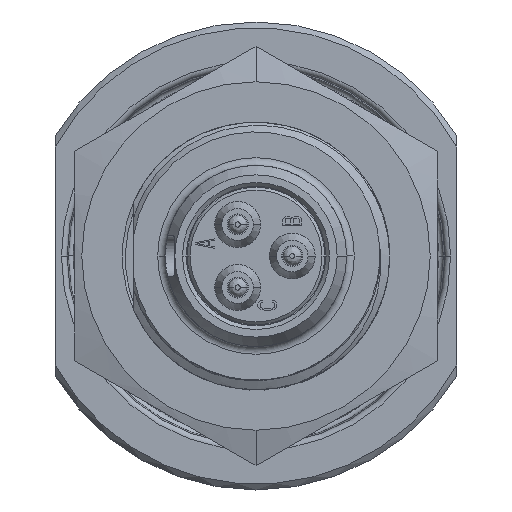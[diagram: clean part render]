
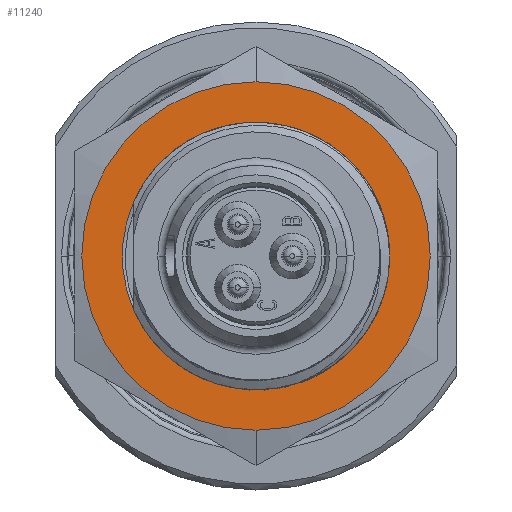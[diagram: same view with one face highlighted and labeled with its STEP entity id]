
A CAD part, left-side view. The second image highlights one B-rep face of the part: STEP entity #11240.
In plain terms, the highlighted planar face has unit normal (-1, 0, 0).
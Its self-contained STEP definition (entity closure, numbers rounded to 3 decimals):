
#2120=CARTESIAN_POINT('',(14.4,0.,0.));
#2121=DIRECTION('',(1.,0.,0.));
#2122=DIRECTION('',(0.,0.914,-0.405));
#2123=AXIS2_PLACEMENT_3D('',#2120,#2121,#2122);
#2154=CARTESIAN_POINT('',(14.4,0.,0.));
#2155=DIRECTION('',(1.,0.,0.));
#2156=DIRECTION('',(0.,-0.07,-0.998));
#2157=AXIS2_PLACEMENT_3D('',#2154,#2155,#2156);
#2159=CARTESIAN_POINT('',(14.4,0.,0.));
#2160=DIRECTION('',(-1.,0.,0.));
#2161=DIRECTION('',(0.,0.,1.));
#2162=AXIS2_PLACEMENT_3D('',#2159,#2160,#2161);
#2164=CARTESIAN_POINT('',(14.4,0.,0.));
#2165=DIRECTION('',(-1.,0.,0.));
#2166=DIRECTION('',(0.,0.,-1.));
#2167=AXIS2_PLACEMENT_3D('',#2164,#2165,#2166);
#2169=CARTESIAN_POINT('',(14.4,-6.706,-2.009));
#2170=CARTESIAN_POINT('',(14.4,-6.648,-2.214));
#2171=CARTESIAN_POINT('',(14.4,-6.514,-2.619));
#2172=CARTESIAN_POINT('',(14.4,-6.251,-3.215));
#2173=CARTESIAN_POINT('',(14.4,-5.93,-3.786));
#2174=CARTESIAN_POINT('',(14.4,-5.554,-4.326));
#2175=CARTESIAN_POINT('',(14.4,-5.127,-4.828));
#2176=CARTESIAN_POINT('',(14.4,-4.654,-5.288));
#2177=CARTESIAN_POINT('',(14.4,-4.138,-5.7));
#2178=CARTESIAN_POINT('',(14.4,-3.585,-6.061));
#2179=CARTESIAN_POINT('',(14.4,-3.002,-6.368));
#2180=CARTESIAN_POINT('',(14.4,-2.393,-6.616));
#2181=CARTESIAN_POINT('',(14.4,-1.765,-6.804));
#2182=CARTESIAN_POINT('',(14.4,-1.126,-6.93));
#2183=CARTESIAN_POINT('',(14.4,-0.701,-6.972));
#2184=CARTESIAN_POINT('',(14.4,-0.489,-6.983));
#3166=CARTESIAN_POINT('',(14.4,0.,0.));
#3167=DIRECTION('',(1.,0.,0.));
#3168=DIRECTION('',(0.,0.809,-0.588));
#3169=AXIS2_PLACEMENT_3D('',#3166,#3167,#3168);
#6283=CARTESIAN_POINT('',(14.4,0.,0.));
#6284=DIRECTION('',(1.,0.,0.));
#6285=DIRECTION('',(0.,0.809,0.588));
#6286=AXIS2_PLACEMENT_3D('',#6283,#6284,#6285);
#6485=CARTESIAN_POINT('',(14.4,0.,0.));
#6486=DIRECTION('',(1.,0.,0.));
#6487=DIRECTION('',(0.,0.914,0.405));
#6488=AXIS2_PLACEMENT_3D('',#6485,#6486,#6487);
#8408=CARTESIAN_POINT('',(14.4,0.,9.12));
#8410=VERTEX_POINT('',#8408);
#8412=CARTESIAN_POINT('',(14.4,0.,-9.12));
#8414=VERTEX_POINT('',#8412);
#8422=VERTEX_POINT('',#2169);
#8423=VERTEX_POINT('',#2184);
#8427=CARTESIAN_POINT('',(14.4,6.4,2.835));
#8428=CARTESIAN_POINT('',(14.4,5.663,4.115));
#8429=VERTEX_POINT('',#8427);
#8430=VERTEX_POINT('',#8428);
#8431=CARTESIAN_POINT('',(14.4,5.663,-4.114));
#8432=CARTESIAN_POINT('',(14.4,6.4,-2.835));
#8433=VERTEX_POINT('',#8431);
#8434=VERTEX_POINT('',#8432);
#11217=CARTESIAN_POINT('',(14.4,0.,0.));
#11218=DIRECTION('',(1.,0.,0.));
#11219=DIRECTION('',(0.,1.,0.));
#11220=AXIS2_PLACEMENT_3D('',#11217,#11218,#11219);
#11221=PLANE('338',#11220);
#11223=ORIENTED_EDGE('1106',*,*,#11222,.F.);
#11225=ORIENTED_EDGE('1107',*,*,#11224,.F.);
#11226=EDGE_LOOP('338',(#11223,#11225));
#11227=FACE_OUTER_BOUND('338',#11226,.F.);
#11228=ORIENTED_EDGE('1205',*,*,#11205,.F.);
#11230=ORIENTED_EDGE('1131',*,*,#11229,.F.);
#11231=ORIENTED_EDGE('1204',*,*,#11212,.F.);
#11233=ORIENTED_EDGE('1122',*,*,#11232,.F.);
#11235=ORIENTED_EDGE('1216',*,*,#11234,.F.);
#11237=ORIENTED_EDGE('1130',*,*,#11236,.F.);
#11238=EDGE_LOOP('338',(#11228,#11230,#11231,#11233,#11235,#11237));
#11239=FACE_BOUND('338',#11238,.F.);
#2124=CIRCLE('1205',#2123,7.);
#2158=CIRCLE('1204',#2157,7.);
#2163=CIRCLE('1106',#2162,9.12);
#2168=CIRCLE('1107',#2167,9.12);
#2185=B_SPLINE_CURVE_WITH_KNOTS('1122',3,(#2169,#2170,#2171,#2172,#2173,#2174,
#2175,#2176,#2177,#2178,#2179,#2180,#2181,#2182,#2183,#2184),.UNSPECIFIED.,.F.,
.F.,(4,1,1,1,1,1,1,1,1,1,1,1,1,4),(0.,0.077,0.154,
0.231,0.308,0.385,0.462,
0.538,0.615,0.692,0.769,
0.846,0.923,1.),.UNSPECIFIED.);
#3170=CIRCLE('1131',#3169,7.);
#6287=CIRCLE('1216',#6286,7.);
#6489=CIRCLE('1130',#6488,7.);
#11205=EDGE_CURVE('1205',#8434,#8429,#2124,.T.);
#11212=EDGE_CURVE('1204',#8423,#8433,#2158,.T.);
#11222=EDGE_CURVE('1106',#8410,#8414,#2163,.T.);
#11224=EDGE_CURVE('1107',#8414,#8410,#2168,.T.);
#11229=EDGE_CURVE('1131',#8433,#8434,#3170,.T.);
#11232=EDGE_CURVE('1122',#8422,#8423,#2185,.T.);
#11234=EDGE_CURVE('1216',#8430,#8422,#6287,.T.);
#11236=EDGE_CURVE('1130',#8429,#8430,#6489,.T.);
#11240=ADVANCED_FACE('338',(#11227,#11239),#11221,.F.);
